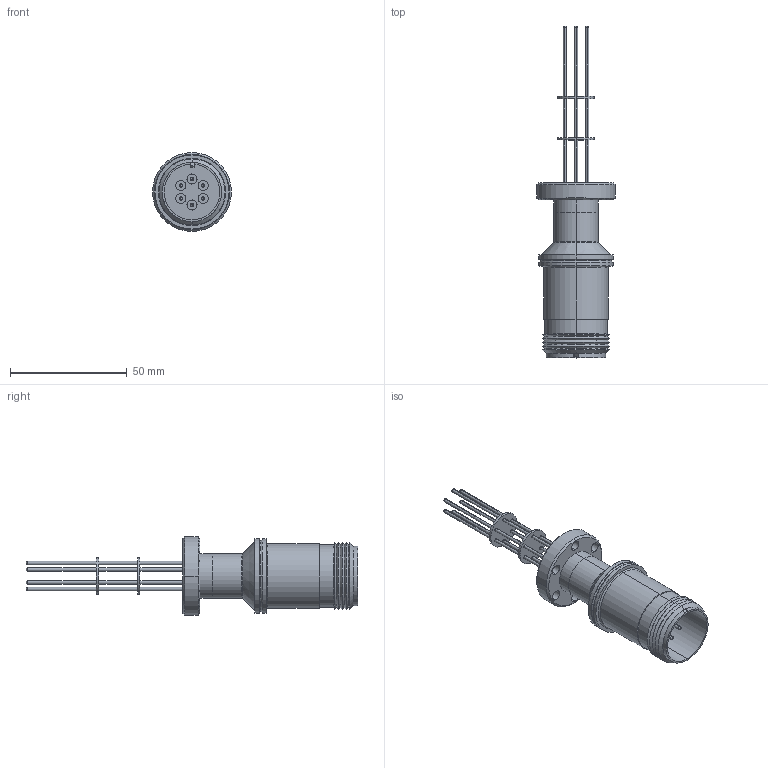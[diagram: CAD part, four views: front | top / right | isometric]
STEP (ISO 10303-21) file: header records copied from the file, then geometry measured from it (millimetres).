
FILE_DESCRIPTION (( 'STEP AP214' ), '1' );
FILE_NAME ('221-10AL700-6-C16.STEP', '2021-12-06T10:55:03', ( '' ), ( '' ), 'SwSTEP 2.0', 'SolidWorks 2017', '' );
FILE_SCHEMA (( 'AUTOMOTIVE_DESIGN' ));
Length unit declared in the file: millimetre
Products named in the file (1): 221-10AL700-6-C16
Bounding box: 33.78 x 142.11 x 33.78 mm (x, y, z)
Volume: 15420.5 mm3; surface area: 22382 mm2
Topology: 1 solids, 1 shells, 263 faces, 593 edges, 381 vertices
Faces by surface type: cylinder 136, plane 63, torus 34, cone 30
Entity records: 7974 total; most frequent: CARTESIAN_POINT 1755, DIRECTION 1418, ORIENTED_EDGE 1186, AXIS2_PLACEMENT_3D 616, EDGE_CURVE 593, VERTEX_POINT 381, CIRCLE 352, EDGE_LOOP 344
